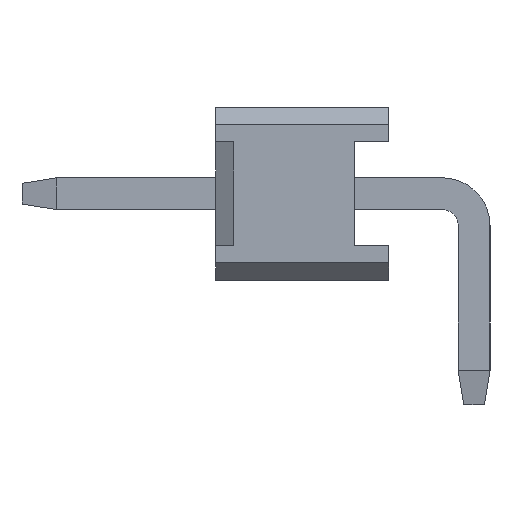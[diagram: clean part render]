
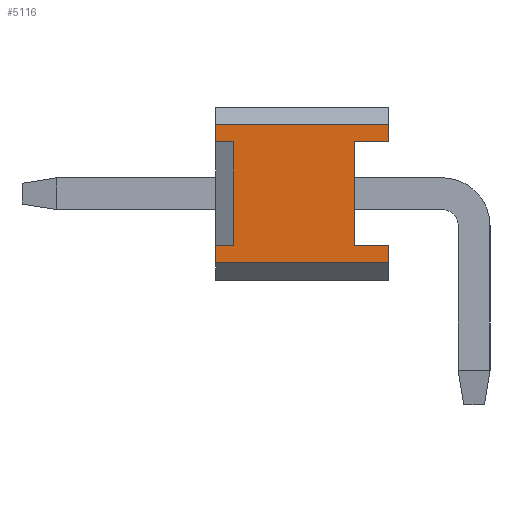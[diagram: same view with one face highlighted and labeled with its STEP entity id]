
A CAD part, left-side view. The second image highlights one B-rep face of the part: STEP entity #5116.
In plain terms, the highlighted planar face has unit normal (-1, 0, 0).
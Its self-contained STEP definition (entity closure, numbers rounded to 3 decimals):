
#5013=CARTESIAN_POINT('',(-0.635,0.,0.));
#5014=DIRECTION('',(0.,0.,-1.));
#5015=DIRECTION('',(-1.,-0.,-0.));
#5016=AXIS2_PLACEMENT_3D('',#5013,#5015,#5014);
#5017=PLANE('',#5016);
#5018=CARTESIAN_POINT('',(-0.635,2.5,-0.75));
#5019=VERTEX_POINT('',#5018);
#5020=CARTESIAN_POINT('',(-0.635,2.5,-1.));
#5021=VERTEX_POINT('',#5020);
#5022=CARTESIAN_POINT('',(-0.635,2.5,-0.75));
#5023=DIRECTION('',(0.,0.,-1.));
#5024=VECTOR('',#5023,0.25);
#5025=LINE('',#5022,#5024);
#5026=EDGE_CURVE('',#5019,#5021,#5025,.T.);
#5027=ORIENTED_EDGE('',*,*,#5026,.T.);
#5028=CARTESIAN_POINT('',(-0.635,0.,-1.));
#5029=VERTEX_POINT('',#5028);
#5030=CARTESIAN_POINT('',(-0.635,2.5,-1.));
#5031=DIRECTION('',(0.,-1.,0.));
#5032=VECTOR('',#5031,2.5);
#5033=LINE('',#5030,#5032);
#5034=EDGE_CURVE('',#5021,#5029,#5033,.T.);
#5035=ORIENTED_EDGE('',*,*,#5034,.T.);
#5036=CARTESIAN_POINT('',(-0.635,0.,-0.75));
#5037=VERTEX_POINT('',#5036);
#5038=CARTESIAN_POINT('',(-0.635,0.,-1.));
#5039=DIRECTION('',(0.,0.,1.));
#5040=VECTOR('',#5039,0.25);
#5041=LINE('',#5038,#5040);
#5042=EDGE_CURVE('',#5029,#5037,#5041,.T.);
#5043=ORIENTED_EDGE('',*,*,#5042,.T.);
#5044=CARTESIAN_POINT('',(-0.635,0.5,-0.75));
#5045=VERTEX_POINT('',#5044);
#5046=CARTESIAN_POINT('',(-0.635,0.,-0.75));
#5047=DIRECTION('',(0.,1.,0.));
#5048=VECTOR('',#5047,0.5);
#5049=LINE('',#5046,#5048);
#5050=EDGE_CURVE('',#5037,#5045,#5049,.T.);
#5051=ORIENTED_EDGE('',*,*,#5050,.T.);
#5052=CARTESIAN_POINT('',(-0.635,0.5,0.75));
#5053=VERTEX_POINT('',#5052);
#5054=CARTESIAN_POINT('',(-0.635,0.5,-0.75));
#5055=DIRECTION('',(0.,0.,1.));
#5056=VECTOR('',#5055,1.5);
#5057=LINE('',#5054,#5056);
#5058=EDGE_CURVE('',#5045,#5053,#5057,.T.);
#5059=ORIENTED_EDGE('',*,*,#5058,.T.);
#5060=CARTESIAN_POINT('',(-0.635,0.,0.75));
#5061=VERTEX_POINT('',#5060);
#5062=CARTESIAN_POINT('',(-0.635,0.5,0.75));
#5063=DIRECTION('',(0.,-1.,0.));
#5064=VECTOR('',#5063,0.5);
#5065=LINE('',#5062,#5064);
#5066=EDGE_CURVE('',#5053,#5061,#5065,.T.);
#5067=ORIENTED_EDGE('',*,*,#5066,.T.);
#5068=CARTESIAN_POINT('',(-0.635,0.,1.));
#5069=VERTEX_POINT('',#5068);
#5070=CARTESIAN_POINT('',(-0.635,0.,0.75));
#5071=DIRECTION('',(0.,0.,1.));
#5072=VECTOR('',#5071,0.25);
#5073=LINE('',#5070,#5072);
#5074=EDGE_CURVE('',#5061,#5069,#5073,.T.);
#5075=ORIENTED_EDGE('',*,*,#5074,.T.);
#5076=CARTESIAN_POINT('',(-0.635,2.5,1.));
#5077=VERTEX_POINT('',#5076);
#5078=CARTESIAN_POINT('',(-0.635,0.,1.));
#5079=DIRECTION('',(0.,1.,0.));
#5080=VECTOR('',#5079,2.5);
#5081=LINE('',#5078,#5080);
#5082=EDGE_CURVE('',#5069,#5077,#5081,.T.);
#5083=ORIENTED_EDGE('',*,*,#5082,.T.);
#5084=CARTESIAN_POINT('',(-0.635,2.5,0.75));
#5085=VERTEX_POINT('',#5084);
#5086=CARTESIAN_POINT('',(-0.635,2.5,1.));
#5087=DIRECTION('',(0.,0.,-1.));
#5088=VECTOR('',#5087,0.25);
#5089=LINE('',#5086,#5088);
#5090=EDGE_CURVE('',#5077,#5085,#5089,.T.);
#5091=ORIENTED_EDGE('',*,*,#5090,.T.);
#5092=CARTESIAN_POINT('',(-0.635,2.24,0.75));
#5093=VERTEX_POINT('',#5092);
#5094=CARTESIAN_POINT('',(-0.635,2.5,0.75));
#5095=DIRECTION('',(0.,-1.,0.));
#5096=VECTOR('',#5095,0.26);
#5097=LINE('',#5094,#5096);
#5098=EDGE_CURVE('',#5085,#5093,#5097,.T.);
#5099=ORIENTED_EDGE('',*,*,#5098,.T.);
#5100=CARTESIAN_POINT('',(-0.635,2.24,-0.75));
#5101=VERTEX_POINT('',#5100);
#5102=CARTESIAN_POINT('',(-0.635,2.24,0.75));
#5103=DIRECTION('',(0.,0.,-1.));
#5104=VECTOR('',#5103,1.5);
#5105=LINE('',#5102,#5104);
#5106=EDGE_CURVE('',#5093,#5101,#5105,.T.);
#5107=ORIENTED_EDGE('',*,*,#5106,.T.);
#5108=CARTESIAN_POINT('',(-0.635,2.24,-0.75));
#5109=DIRECTION('',(0.,1.,0.));
#5110=VECTOR('',#5109,0.26);
#5111=LINE('',#5108,#5110);
#5112=EDGE_CURVE('',#5101,#5019,#5111,.T.);
#5113=ORIENTED_EDGE('',*,*,#5112,.T.);
#5114=EDGE_LOOP('',(#5027,#5035,#5043,#5051,#5059,#5067,#5075,#5083,#5091,#5099,#5107,#5113));
#5115=FACE_OUTER_BOUND('',#5114,.T.);
#5116=ADVANCED_FACE('',(#5115),#5017,.T.);
